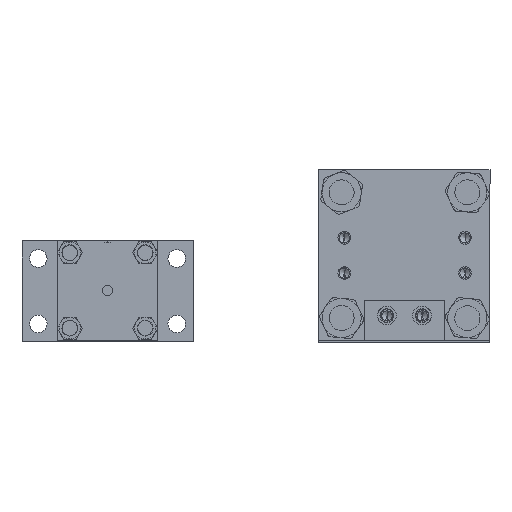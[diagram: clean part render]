
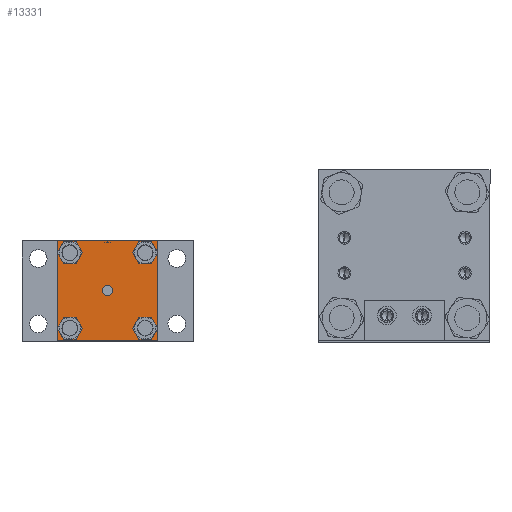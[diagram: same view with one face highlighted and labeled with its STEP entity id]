
A CAD part, top view. The second image highlights one B-rep face of the part: STEP entity #13331.
In plain terms, the highlighted planar face has unit normal (0, 0, 1).
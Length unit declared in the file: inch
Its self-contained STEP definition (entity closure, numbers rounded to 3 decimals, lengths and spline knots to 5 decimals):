
#93 = CIRCLE ( 'NONE', #13367, 0.188 ) ;
#296 = CARTESIAN_POINT ( 'NONE',  ( 7.14946, 5.57249, 0.5 ) ) ;
#602 = CARTESIAN_POINT ( 'NONE',  ( 5.15246, 7.39306, 0.5 ) ) ;
#672 = CARTESIAN_POINT ( 'NONE',  ( 5.89946, 5.57249, 0.5 ) ) ;
#1057 = VECTOR ( 'NONE', #2579, 39.37008 ) ;
#1303 = VECTOR ( 'NONE', #6472, 39.37008 ) ;
#1460 = ORIENTED_EDGE ( 'NONE', *, *, #10388, .F. ) ;
#1520 = DIRECTION ( 'NONE',  ( 1., 0., 0. ) ) ;
#1571 = DIRECTION ( 'NONE',  ( 0., 0., 1. ) ) ;
#1611 = EDGE_CURVE ( 'NONE', #3699, #15271, #4432, .T. ) ;
#1615 = DIRECTION ( 'NONE',  ( 0., 0., 1. ) ) ;
#1654 = VERTEX_POINT ( 'NONE', #8571 ) ;
#1746 = DIRECTION ( 'NONE',  ( 0., 0., 1. ) ) ;
#1854 = VERTEX_POINT ( 'NONE', #3088 ) ;
#1995 = VERTEX_POINT ( 'NONE', #8003 ) ;
#2009 = VECTOR ( 'NONE', #13070, 39.37008 ) ;
#2040 = CARTESIAN_POINT ( 'NONE',  ( 4.64946, 5.57249, 0.5 ) ) ;
#2385 = DIRECTION ( 'NONE',  ( 1., 0., 0. ) ) ;
#2499 = CARTESIAN_POINT ( 'NONE',  ( 5.89946, 8.32806, 0.5 ) ) ;
#2537 = CIRCLE ( 'NONE', #5418, 0.188 ) ;
#2579 = DIRECTION ( 'NONE',  ( 1., 0., 0. ) ) ;
#2604 = AXIS2_PLACEMENT_3D ( 'NONE', #672, #4302, #15216 ) ;
#2733 = CARTESIAN_POINT ( 'NONE',  ( 4.64946, 7.07806, 0.5 ) ) ;
#2752 = ORIENTED_EDGE ( 'NONE', *, *, #10820, .F. ) ;
#2760 = CARTESIAN_POINT ( 'NONE',  ( 5.89946, 9.57806, 0.5 ) ) ;
#2797 = LINE ( 'NONE', #296, #14372 ) ;
#2835 = CARTESIAN_POINT ( 'NONE',  ( 6.83446, 7.39306, 0.5 ) ) ;
#2951 = ORIENTED_EDGE ( 'NONE', *, *, #14613, .F. ) ;
#2956 = EDGE_LOOP ( 'NONE', ( #9127, #11889 ) ) ;
#3088 = CARTESIAN_POINT ( 'NONE',  ( 6.02601, 8.32806, 0.5 ) ) ;
#3353 = EDGE_LOOP ( 'NONE', ( #2951, #11339 ) ) ;
#3492 = ORIENTED_EDGE ( 'NONE', *, *, #12727, .F. ) ;
#3508 = FACE_BOUND ( 'NONE', #14036, .T. ) ;
#3603 = CARTESIAN_POINT ( 'NONE',  ( 6.83446, 9.26306, 0.5 ) ) ;
#3699 = VERTEX_POINT ( 'NONE', #9333 ) ;
#4085 = ORIENTED_EDGE ( 'NONE', *, *, #14517, .F. ) ;
#4201 = CARTESIAN_POINT ( 'NONE',  ( 7.14946, 9.57806, 0.5 ) ) ;
#4302 = DIRECTION ( 'NONE',  ( 0., 0., 1. ) ) ;
#4432 = CIRCLE ( 'NONE', #10689, 0.188 ) ;
#4492 = EDGE_LOOP ( 'NONE', ( #5499, #4729, #15567, #1460 ) ) ;
#4620 = FACE_OUTER_BOUND ( 'NONE', #4492, .T. ) ;
#4729 = ORIENTED_EDGE ( 'NONE', *, *, #11303, .T. ) ;
#4921 = CARTESIAN_POINT ( 'NONE',  ( 4.96446, 9.26306, 0.5 ) ) ;
#5159 = CARTESIAN_POINT ( 'NONE',  ( 4.96446, 9.26306, 0.5 ) ) ;
#5170 = VERTEX_POINT ( 'NONE', #5329 ) ;
#5292 = CARTESIAN_POINT ( 'NONE',  ( 4.96446, 7.39306, 0.5 ) ) ;
#5329 = CARTESIAN_POINT ( 'NONE',  ( 4.64946, 9.57806, 0.5 ) ) ;
#5412 = DIRECTION ( 'NONE',  ( 0., 0., 1. ) ) ;
#5418 = AXIS2_PLACEMENT_3D ( 'NONE', #8992, #1746, #10229 ) ;
#5499 = ORIENTED_EDGE ( 'NONE', *, *, #9417, .F. ) ;
#5580 = EDGE_CURVE ( 'NONE', #14639, #12989, #15536, .T. ) ;
#5797 = CIRCLE ( 'NONE', #5891, 0.188 ) ;
#5891 = AXIS2_PLACEMENT_3D ( 'NONE', #7979, #8031, #11746 ) ;
#5922 = VERTEX_POINT ( 'NONE', #10510 ) ;
#6142 = FACE_BOUND ( 'NONE', #2956, .T. ) ;
#6248 = DIRECTION ( 'NONE',  ( 0., 0., 1. ) ) ;
#6472 = DIRECTION ( 'NONE',  ( 1., 0., 0. ) ) ;
#6541 = CIRCLE ( 'NONE', #11220, 0.12655 ) ;
#6608 = DIRECTION ( 'NONE',  ( 1., 0., 0. ) ) ;
#6719 = FACE_BOUND ( 'NONE', #7185, .T. ) ;
#6744 = PLANE ( 'NONE',  #2604 ) ;
#7010 = DIRECTION ( 'NONE',  ( 1., 0., 0. ) ) ;
#7106 = CIRCLE ( 'NONE', #7372, 0.188 ) ;
#7185 = EDGE_LOOP ( 'NONE', ( #4085, #7540 ) ) ;
#7197 = EDGE_CURVE ( 'NONE', #1995, #14891, #14271, .T. ) ;
#7372 = AXIS2_PLACEMENT_3D ( 'NONE', #5159, #1571, #1520 ) ;
#7467 = DIRECTION ( 'NONE',  ( 1., 0., 0. ) ) ;
#7540 = ORIENTED_EDGE ( 'NONE', *, *, #1611, .F. ) ;
#7864 = DIRECTION ( 'NONE',  ( 1., 0., 0. ) ) ;
#7979 = CARTESIAN_POINT ( 'NONE',  ( 6.83446, 9.26306, 0.5 ) ) ;
#8003 = CARTESIAN_POINT ( 'NONE',  ( 6.64646, 9.26306, 0.5 ) ) ;
#8031 = DIRECTION ( 'NONE',  ( 0., 0., 1. ) ) ;
#8236 = LINE ( 'NONE', #11228, #1057 ) ;
#8365 = AXIS2_PLACEMENT_3D ( 'NONE', #5292, #11665, #13845 ) ;
#8571 = CARTESIAN_POINT ( 'NONE',  ( 7.02246, 7.39306, 0.5 ) ) ;
#8627 = DIRECTION ( 'NONE',  ( 1., 0., 0. ) ) ;
#8639 = CIRCLE ( 'NONE', #9567, 0.12655 ) ;
#8764 = VERTEX_POINT ( 'NONE', #4201 ) ;
#8923 = CARTESIAN_POINT ( 'NONE',  ( 4.77646, 7.39306, 0.5 ) ) ;
#8992 = CARTESIAN_POINT ( 'NONE',  ( 6.83446, 7.39306, 0.5 ) ) ;
#9127 = ORIENTED_EDGE ( 'NONE', *, *, #14004, .F. ) ;
#9333 = CARTESIAN_POINT ( 'NONE',  ( 4.77646, 9.26306, 0.5 ) ) ;
#9417 = EDGE_CURVE ( 'NONE', #5170, #8764, #12497, .T. ) ;
#9566 = FACE_BOUND ( 'NONE', #3353, .T. ) ;
#9567 = AXIS2_PLACEMENT_3D ( 'NONE', #11997, #13107, #7010 ) ;
#9626 = VERTEX_POINT ( 'NONE', #11971 ) ;
#9768 = CARTESIAN_POINT ( 'NONE',  ( 7.14946, 7.07806, 0.5 ) ) ;
#9974 = DIRECTION ( 'NONE',  ( 0., 0., 1. ) ) ;
#10043 = CARTESIAN_POINT ( 'NONE',  ( 7.02246, 9.26306, 0.5 ) ) ;
#10119 = AXIS2_PLACEMENT_3D ( 'NONE', #3603, #12142, #2385 ) ;
#10229 = DIRECTION ( 'NONE',  ( 1., 0., 0. ) ) ;
#10388 = EDGE_CURVE ( 'NONE', #8764, #13177, #2797, .T. ) ;
#10510 = CARTESIAN_POINT ( 'NONE',  ( 6.64646, 7.39306, 0.5 ) ) ;
#10518 = EDGE_CURVE ( 'NONE', #5922, #1654, #14924, .T. ) ;
#10660 = ORIENTED_EDGE ( 'NONE', *, *, #11186, .F. ) ;
#10689 = AXIS2_PLACEMENT_3D ( 'NONE', #4921, #9974, #8627 ) ;
#10820 = EDGE_CURVE ( 'NONE', #1854, #9626, #8639, .T. ) ;
#10935 = LINE ( 'NONE', #2040, #2009 ) ;
#11186 = EDGE_CURVE ( 'NONE', #14891, #1995, #5797, .T. ) ;
#11215 = DIRECTION ( 'NONE',  ( 0., -1., 0. ) ) ;
#11220 = AXIS2_PLACEMENT_3D ( 'NONE', #2499, #6248, #7467 ) ;
#11228 = CARTESIAN_POINT ( 'NONE',  ( 5.89946, 7.07806, 0.5 ) ) ;
#11274 = EDGE_LOOP ( 'NONE', ( #10660, #13844 ) ) ;
#11303 = EDGE_CURVE ( 'NONE', #5170, #12104, #10935, .T. ) ;
#11339 = ORIENTED_EDGE ( 'NONE', *, *, #5580, .F. ) ;
#11665 = DIRECTION ( 'NONE',  ( 0., 0., 1. ) ) ;
#11746 = DIRECTION ( 'NONE',  ( 1., 0., 0. ) ) ;
#11889 = ORIENTED_EDGE ( 'NONE', *, *, #10518, .F. ) ;
#11971 = CARTESIAN_POINT ( 'NONE',  ( 5.77291, 8.32806, 0.5 ) ) ;
#11997 = CARTESIAN_POINT ( 'NONE',  ( 5.89946, 8.32806, 0.5 ) ) ;
#12104 = VERTEX_POINT ( 'NONE', #2733 ) ;
#12142 = DIRECTION ( 'NONE',  ( 0., 0., 1. ) ) ;
#12497 = LINE ( 'NONE', #2760, #1303 ) ;
#12727 = EDGE_CURVE ( 'NONE', #9626, #1854, #6541, .T. ) ;
#12989 = VERTEX_POINT ( 'NONE', #602 ) ;
#13070 = DIRECTION ( 'NONE',  ( 0., -1., 0. ) ) ;
#13107 = DIRECTION ( 'NONE',  ( 0., 0., 1. ) ) ;
#13177 = VERTEX_POINT ( 'NONE', #9768 ) ;
#13331 = ADVANCED_FACE ( 'NONE', ( #6142, #13548, #6719, #9566, #4620, #3508 ), #6744, .T. ) ;
#13367 = AXIS2_PLACEMENT_3D ( 'NONE', #13714, #1615, #6608 ) ;
#13548 = FACE_BOUND ( 'NONE', #11274, .T. ) ;
#13714 = CARTESIAN_POINT ( 'NONE',  ( 4.96446, 7.39306, 0.5 ) ) ;
#13844 = ORIENTED_EDGE ( 'NONE', *, *, #7197, .F. ) ;
#13845 = DIRECTION ( 'NONE',  ( 1., 0., 0. ) ) ;
#14004 = EDGE_CURVE ( 'NONE', #1654, #5922, #2537, .T. ) ;
#14036 = EDGE_LOOP ( 'NONE', ( #3492, #2752 ) ) ;
#14271 = CIRCLE ( 'NONE', #10119, 0.188 ) ;
#14372 = VECTOR ( 'NONE', #11215, 39.37008 ) ;
#14517 = EDGE_CURVE ( 'NONE', #15271, #3699, #7106, .T. ) ;
#14593 = EDGE_CURVE ( 'NONE', #12104, #13177, #8236, .T. ) ;
#14613 = EDGE_CURVE ( 'NONE', #12989, #14639, #93, .T. ) ;
#14639 = VERTEX_POINT ( 'NONE', #8923 ) ;
#14891 = VERTEX_POINT ( 'NONE', #10043 ) ;
#14924 = CIRCLE ( 'NONE', #15554, 0.188 ) ;
#15216 = DIRECTION ( 'NONE',  ( 1., 0., 0. ) ) ;
#15271 = VERTEX_POINT ( 'NONE', #15434 ) ;
#15434 = CARTESIAN_POINT ( 'NONE',  ( 5.15246, 9.26306, 0.5 ) ) ;
#15536 = CIRCLE ( 'NONE', #8365, 0.188 ) ;
#15554 = AXIS2_PLACEMENT_3D ( 'NONE', #2835, #5412, #7864 ) ;
#15567 = ORIENTED_EDGE ( 'NONE', *, *, #14593, .T. ) ;
